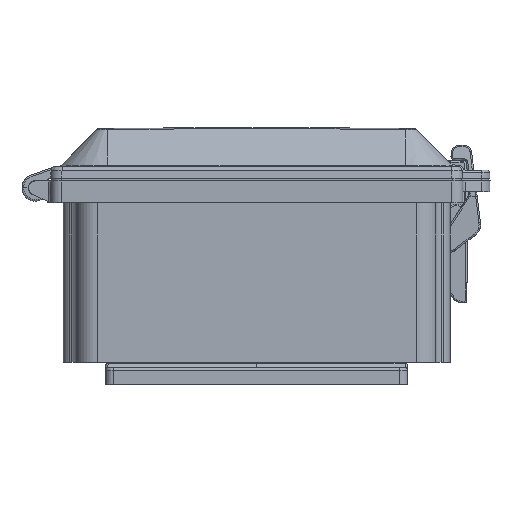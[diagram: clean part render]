
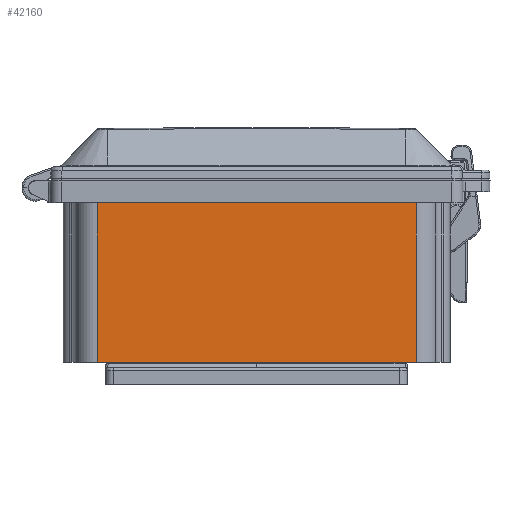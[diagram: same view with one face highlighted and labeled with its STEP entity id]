
A CAD part, front view. The second image highlights one B-rep face of the part: STEP entity #42160.
In plain terms, the highlighted planar face has unit normal (0, -1, 0).
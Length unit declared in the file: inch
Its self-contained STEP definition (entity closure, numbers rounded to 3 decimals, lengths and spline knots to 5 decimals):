
#1116 = CARTESIAN_POINT ( 'NONE',  ( -3.64, -4.12363, -14.7352 ) ) ;
#1311 = DIRECTION ( 'NONE',  ( -1., 0., 0. ) ) ;
#2919 = VERTEX_POINT ( 'NONE', #49190 ) ;
#5872 = CARTESIAN_POINT ( 'NONE',  ( 3.64, -4.12363, 0.98528 ) ) ;
#6150 = VERTEX_POINT ( 'NONE', #14021 ) ;
#7390 = AXIS2_PLACEMENT_3D ( 'NONE', #10813, #26631, #19124 ) ;
#10813 = CARTESIAN_POINT ( 'NONE',  ( 3.64, -4.12363, -14.7352 ) ) ;
#10955 = VECTOR ( 'NONE', #48446, 39.37008 ) ;
#14021 = CARTESIAN_POINT ( 'NONE',  ( -3.64, -4.12363, 0.98528 ) ) ;
#16989 = CARTESIAN_POINT ( 'NONE',  ( -3.64, -4.12363, -2.65472 ) ) ;
#19124 = DIRECTION ( 'NONE',  ( -1., 0., 0. ) ) ;
#20850 = CARTESIAN_POINT ( 'NONE',  ( 3.64, -4.12363, -2.65472 ) ) ;
#22035 = DIRECTION ( 'NONE',  ( 0., 0., 1. ) ) ;
#23341 = ORIENTED_EDGE ( 'NONE', *, *, #33164, .T. ) ;
#24003 = ORIENTED_EDGE ( 'NONE', *, *, #48081, .F. ) ;
#26631 = DIRECTION ( 'NONE',  ( 0., 1., 0. ) ) ;
#27514 = VERTEX_POINT ( 'NONE', #16989 ) ;
#31580 = LINE ( 'NONE', #1116, #40739 ) ;
#32015 = LINE ( 'NONE', #49243, #10955 ) ;
#33164 = EDGE_CURVE ( 'NONE', #2919, #37752, #32015, .T. ) ;
#33948 = VECTOR ( 'NONE', #1311, 39.37008 ) ;
#34054 = LINE ( 'NONE', #5872, #33948 ) ;
#34979 = PLANE ( 'NONE',  #7390 ) ;
#36444 = DIRECTION ( 'NONE',  ( -1., 0., 0. ) ) ;
#37752 = VERTEX_POINT ( 'NONE', #47289 ) ;
#40490 = LINE ( 'NONE', #20850, #41926 ) ;
#40739 = VECTOR ( 'NONE', #22035, 39.37008 ) ;
#41468 = EDGE_CURVE ( 'NONE', #37752, #6150, #34054, .T. ) ;
#41926 = VECTOR ( 'NONE', #36444, 39.37008 ) ;
#42160 = ADVANCED_FACE ( 'NONE', ( #43076 ), #34979, .F. ) ;
#42179 = ORIENTED_EDGE ( 'NONE', *, *, #41468, .T. ) ;
#43076 = FACE_OUTER_BOUND ( 'NONE', #52409, .T. ) ;
#44454 = EDGE_CURVE ( 'NONE', #27514, #6150, #31580, .T. ) ;
#47289 = CARTESIAN_POINT ( 'NONE',  ( 3.64, -4.12363, 0.98528 ) ) ;
#48081 = EDGE_CURVE ( 'NONE', #2919, #27514, #40490, .T. ) ;
#48446 = DIRECTION ( 'NONE',  ( 0., 0., 1. ) ) ;
#49190 = CARTESIAN_POINT ( 'NONE',  ( 3.64, -4.12363, -2.65472 ) ) ;
#49243 = CARTESIAN_POINT ( 'NONE',  ( 3.64, -4.12363, -14.7352 ) ) ;
#52409 = EDGE_LOOP ( 'NONE', ( #23341, #42179, #52950, #24003 ) ) ;
#52950 = ORIENTED_EDGE ( 'NONE', *, *, #44454, .F. ) ;
